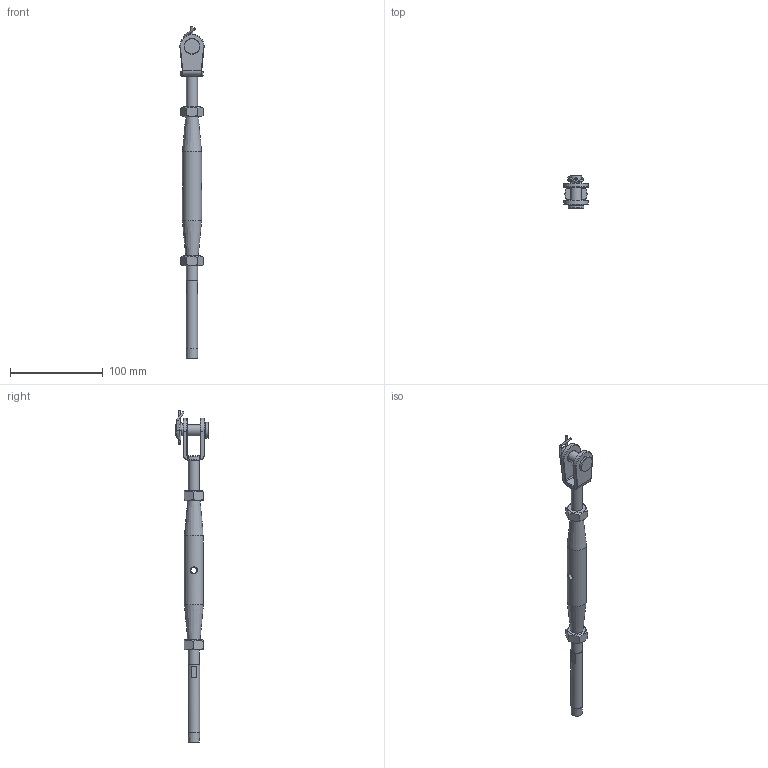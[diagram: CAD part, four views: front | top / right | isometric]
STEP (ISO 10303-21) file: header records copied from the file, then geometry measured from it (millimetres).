
FILE_DESCRIPTION(/* description */ ('PLEASE STATE GENERIC DESCRIPTION'),/* implementation_level */ '2;1');
FILE_NAME(/* name */ 'SL-002.stp',/* time_stamp */ '2016-02-09T17:47:05+00:00',/* author */ ('jslaven'),/* organization */ (''),/* preprocessor_version */ 'ST-DEVELOPER v15.2',/* originating_system */ 'Autodesk Inventor 2014',/* authorisation */ '');
FILE_SCHEMA (('CONFIG_CONTROL_DESIGN'));
Length unit declared in the file: millimetre
Products named in the file (1): Part35
Bounding box: 25.93 x 35 x 357.69 mm (x, y, z)
Volume: 70718.8 mm3; surface area: 28252.7 mm2
Topology: 3 solids, 5 shells, 140 faces, 322 edges, 195 vertices
Faces by surface type: plane 42, cylinder 35, bspline 30, torus 21, cone 12
Full cylindrical faces by diameter (mm): 1.829 x4, 3.25 x1, 6.5 x2, 8.33 x1, 12 x6, 12.5 x3, 17 x1, 20.75 x1
Entity records: 4514 total; most frequent: CARTESIAN_POINT 1591, DIRECTION 552, ORIENTED_EDGE 512, EDGE_CURVE 256, AXIS2_PLACEMENT_3D 251, EDGE_LOOP 202, VERTEX_POINT 176, STYLED_ITEM 143
